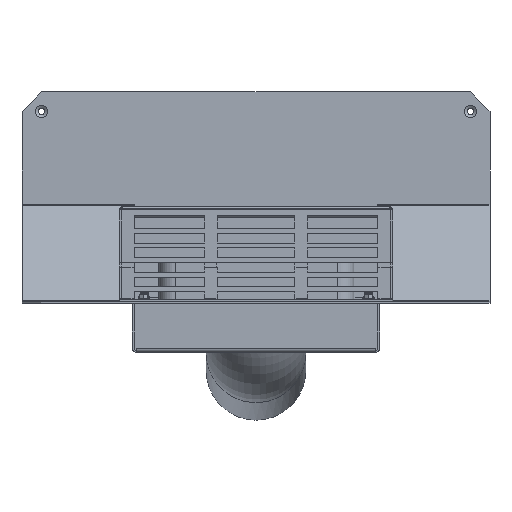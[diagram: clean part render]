
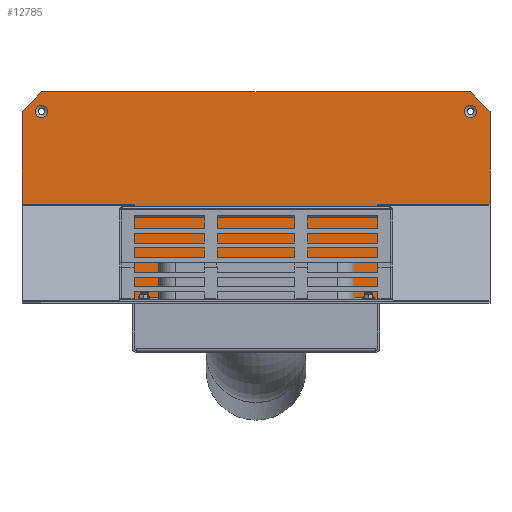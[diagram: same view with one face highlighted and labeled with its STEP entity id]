
A CAD part, front view. The second image highlights one B-rep face of the part: STEP entity #12785.
In plain terms, the highlighted planar face has unit normal (0, -1, 0).
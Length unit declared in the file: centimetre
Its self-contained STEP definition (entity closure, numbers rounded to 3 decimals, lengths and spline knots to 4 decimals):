
#410=FACE_BOUND('',#2063,.T.);
#411=FACE_BOUND('',#2064,.T.);
#546=CIRCLE('',#13592,6.2);
#550=CIRCLE('',#13598,6.2);
#555=CIRCLE('',#13618,3.);
#557=CIRCLE('',#13626,49.);
#559=CIRCLE('',#13634,3.);
#1276=FACE_OUTER_BOUND('',#2062,.T.);
#2062=EDGE_LOOP('',(#10696,#10697,#10698,#10699,#10700,#10701,#10702,#10703,
#10704,#10705,#10706,#10707,#10708,#10709,#10710,#10711,#10712,#10713,#10714,
#10715,#10716,#10717,#10718,#10719));
#2063=EDGE_LOOP('',(#10720));
#2064=EDGE_LOOP('',(#10721));
#3415=LINE('',#20454,#4823);
#3419=LINE('',#20463,#4827);
#3423=LINE('',#20470,#4831);
#3427=LINE('',#20482,#4835);
#3430=LINE('',#20488,#4838);
#3433=LINE('',#20494,#4841);
#3436=LINE('',#20500,#4844);
#3439=LINE('',#20506,#4847);
#3443=LINE('',#20518,#4851);
#3446=LINE('',#20524,#4854);
#3449=LINE('',#20530,#4857);
#3452=LINE('',#20536,#4860);
#3455=LINE('',#20542,#4863);
#3459=LINE('',#20554,#4867);
#3462=LINE('',#20560,#4870);
#3465=LINE('',#20568,#4873);
#3468=LINE('',#20572,#4876);
#3473=LINE('',#20588,#4881);
#3474=LINE('',#20590,#4882);
#3478=LINE('',#20600,#4886);
#3480=LINE('',#20603,#4888);
#4823=VECTOR('',#16312,10.);
#4827=VECTOR('',#16318,10.);
#4831=VECTOR('',#16324,10.);
#4835=VECTOR('',#16336,10.);
#4838=VECTOR('',#16341,10.);
#4841=VECTOR('',#16346,10.);
#4844=VECTOR('',#16351,10.);
#4847=VECTOR('',#16356,10.);
#4851=VECTOR('',#16368,10.);
#4854=VECTOR('',#16373,10.);
#4857=VECTOR('',#16378,10.);
#4860=VECTOR('',#16383,10.);
#4863=VECTOR('',#16388,10.);
#4867=VECTOR('',#16400,10.);
#4870=VECTOR('',#16405,10.);
#4873=VECTOR('',#16410,10.);
#4876=VECTOR('',#16415,10.);
#4881=VECTOR('',#16436,2.88);
#4882=VECTOR('',#16439,10.);
#4886=VECTOR('',#16451,2.88);
#4888=VECTOR('',#16455,10.);
#5906=VERTEX_POINT('',#20354);
#5910=VERTEX_POINT('',#20366);
#5942=VERTEX_POINT('',#20451);
#5943=VERTEX_POINT('',#20453);
#5946=VERTEX_POINT('',#20460);
#5947=VERTEX_POINT('',#20462);
#5949=VERTEX_POINT('',#20468);
#5951=VERTEX_POINT('',#20474);
#5953=VERTEX_POINT('',#20480);
#5955=VERTEX_POINT('',#20486);
#5957=VERTEX_POINT('',#20492);
#5959=VERTEX_POINT('',#20498);
#5961=VERTEX_POINT('',#20504);
#5963=VERTEX_POINT('',#20510);
#5965=VERTEX_POINT('',#20516);
#5967=VERTEX_POINT('',#20522);
#5969=VERTEX_POINT('',#20528);
#5971=VERTEX_POINT('',#20534);
#5973=VERTEX_POINT('',#20540);
#5975=VERTEX_POINT('',#20546);
#5977=VERTEX_POINT('',#20552);
#5979=VERTEX_POINT('',#20558);
#5982=VERTEX_POINT('',#20565);
#5983=VERTEX_POINT('',#20567);
#5985=VERTEX_POINT('',#20579);
#5988=VERTEX_POINT('',#20598);
#7497=EDGE_CURVE('',#5906,#5906,#546,.T.);
#7503=EDGE_CURVE('',#5910,#5910,#550,.T.);
#7545=EDGE_CURVE('',#5943,#5942,#3415,.T.);
#7549=EDGE_CURVE('',#5947,#5946,#3419,.T.);
#7553=EDGE_CURVE('',#5946,#5949,#3423,.T.);
#7556=EDGE_CURVE('',#5949,#5951,#555,.T.);
#7559=EDGE_CURVE('',#5951,#5953,#3427,.T.);
#7562=EDGE_CURVE('',#5953,#5955,#3430,.T.);
#7565=EDGE_CURVE('',#5955,#5957,#3433,.T.);
#7568=EDGE_CURVE('',#5957,#5959,#3436,.T.);
#7571=EDGE_CURVE('',#5959,#5961,#3439,.T.);
#7574=EDGE_CURVE('',#5961,#5963,#557,.T.);
#7577=EDGE_CURVE('',#5963,#5965,#3443,.T.);
#7580=EDGE_CURVE('',#5965,#5967,#3446,.T.);
#7583=EDGE_CURVE('',#5967,#5969,#3449,.T.);
#7586=EDGE_CURVE('',#5969,#5971,#3452,.T.);
#7589=EDGE_CURVE('',#5971,#5973,#3455,.T.);
#7592=EDGE_CURVE('',#5973,#5975,#559,.T.);
#7595=EDGE_CURVE('',#5975,#5977,#3459,.T.);
#7598=EDGE_CURVE('',#5977,#5979,#3462,.T.);
#7601=EDGE_CURVE('',#5983,#5982,#3465,.T.);
#7604=EDGE_CURVE('',#5982,#5943,#3468,.T.);
#7613=EDGE_CURVE('',#5983,#5985,#3473,.T.);
#7614=EDGE_CURVE('',#5979,#5985,#3474,.T.);
#7620=EDGE_CURVE('',#5942,#5988,#3478,.T.);
#7622=EDGE_CURVE('',#5988,#5947,#3480,.T.);
#10696=ORIENTED_EDGE('',*,*,#7622,.T.);
#10697=ORIENTED_EDGE('',*,*,#7549,.T.);
#10698=ORIENTED_EDGE('',*,*,#7553,.T.);
#10699=ORIENTED_EDGE('',*,*,#7556,.T.);
#10700=ORIENTED_EDGE('',*,*,#7559,.T.);
#10701=ORIENTED_EDGE('',*,*,#7562,.T.);
#10702=ORIENTED_EDGE('',*,*,#7565,.T.);
#10703=ORIENTED_EDGE('',*,*,#7568,.T.);
#10704=ORIENTED_EDGE('',*,*,#7571,.T.);
#10705=ORIENTED_EDGE('',*,*,#7574,.T.);
#10706=ORIENTED_EDGE('',*,*,#7577,.T.);
#10707=ORIENTED_EDGE('',*,*,#7580,.T.);
#10708=ORIENTED_EDGE('',*,*,#7583,.T.);
#10709=ORIENTED_EDGE('',*,*,#7586,.T.);
#10710=ORIENTED_EDGE('',*,*,#7589,.T.);
#10711=ORIENTED_EDGE('',*,*,#7592,.T.);
#10712=ORIENTED_EDGE('',*,*,#7595,.T.);
#10713=ORIENTED_EDGE('',*,*,#7598,.T.);
#10714=ORIENTED_EDGE('',*,*,#7614,.T.);
#10715=ORIENTED_EDGE('',*,*,#7613,.F.);
#10716=ORIENTED_EDGE('',*,*,#7601,.T.);
#10717=ORIENTED_EDGE('',*,*,#7604,.T.);
#10718=ORIENTED_EDGE('',*,*,#7545,.T.);
#10719=ORIENTED_EDGE('',*,*,#7620,.T.);
#10720=ORIENTED_EDGE('',*,*,#7497,.T.);
#10721=ORIENTED_EDGE('',*,*,#7503,.T.);
#12189=PLANE('',#13652);
#12785=ADVANCED_FACE('',(#1276,#410,#411),#12189,.T.);
#13592=AXIS2_PLACEMENT_3D('',#20355,#16228,#16229);
#13598=AXIS2_PLACEMENT_3D('',#20367,#16242,#16243);
#13618=AXIS2_PLACEMENT_3D('',#20476,#16330,#16331);
#13626=AXIS2_PLACEMENT_3D('',#20512,#16362,#16363);
#13634=AXIS2_PLACEMENT_3D('',#20548,#16394,#16395);
#13652=AXIS2_PLACEMENT_3D('',#20602,#16453,#16454);
#16228=DIRECTION('center_axis',(0.,1.,0.));
#16229=DIRECTION('ref_axis',(0.,0.,
1.));
#16242=DIRECTION('center_axis',(0.,1.,0.));
#16243=DIRECTION('ref_axis',(0.,0.,
1.));
#16312=DIRECTION('',(-0.707,0.,-0.707));
#16318=DIRECTION('',(1.,0.,0.));
#16324=DIRECTION('',(0.,0.,-1.));
#16330=DIRECTION('center_axis',(0.,-1.,0.));
#16331=DIRECTION('ref_axis',(-1.,0.,0.));
#16336=DIRECTION('',(1.,0.,0.));
#16341=DIRECTION('',(0.,0.,1.));
#16346=DIRECTION('',(1.,0.,0.));
#16351=DIRECTION('',(0.,0.,-1.));
#16356=DIRECTION('',(1.,0.,0.));
#16362=DIRECTION('center_axis',(0.,1.,0.));
#16363=DIRECTION('ref_axis',(-1.,0.,0.));
#16368=DIRECTION('',(1.,0.,0.));
#16373=DIRECTION('',(0.,0.,1.));
#16378=DIRECTION('',(1.,0.,0.));
#16383=DIRECTION('',(0.,0.,-1.));
#16388=DIRECTION('',(1.,0.,0.));
#16394=DIRECTION('center_axis',(0.,-1.,0.));
#16395=DIRECTION('ref_axis',(0.,0.,
-1.));
#16400=DIRECTION('',(0.,0.,1.));
#16405=DIRECTION('',(1.,0.,0.));
#16410=DIRECTION('',(-0.707,0.,0.707));
#16415=DIRECTION('',(-1.,0.,0.));
#16436=DIRECTION('',(0.,0.,-1.));
#16439=DIRECTION('',(1.,0.,0.));
#16451=DIRECTION('',(0.,0.,-1.));
#16453=DIRECTION('center_axis',(0.,-1.,0.));
#16454=DIRECTION('ref_axis',(1.,0.,0.));
#16455=DIRECTION('',(1.,0.,0.));
#20354=CARTESIAN_POINT('',(-220.,214.,186.8));
#20355=CARTESIAN_POINT('Origin',(-220.,214.,193.));
#20366=CARTESIAN_POINT('',(220.,214.,186.8));
#20367=CARTESIAN_POINT('Origin',(220.,214.,193.));
#20451=CARTESIAN_POINT('',(-240.,214.,193.));
#20453=CARTESIAN_POINT('',(-220.,214.,213.));
#20454=CARTESIAN_POINT('',(-220.,214.,213.));
#20460=CARTESIAN_POINT('',(-125.,214.,97.6569));
#20462=CARTESIAN_POINT('',(-125.5,214.,97.6569));
#20463=CARTESIAN_POINT('',(-125.5,214.,97.6569));
#20468=CARTESIAN_POINT('',(-125.,214.,-51.));
#20470=CARTESIAN_POINT('',(-125.,214.,97.6569));
#20474=CARTESIAN_POINT('',(-122.,214.,-54.));
#20476=CARTESIAN_POINT('Origin',(-122.,214.,-51.));
#20480=CARTESIAN_POINT('',(-52.,214.,-54.));
#20482=CARTESIAN_POINT('',(-122.,214.,-54.));
#20486=CARTESIAN_POINT('',(-52.,214.,-52.));
#20488=CARTESIAN_POINT('',(-52.,214.,-54.));
#20492=CARTESIAN_POINT('',(-50.,214.,-52.));
#20494=CARTESIAN_POINT('',(-52.,214.,-52.));
#20498=CARTESIAN_POINT('',(-50.,214.,-54.));
#20500=CARTESIAN_POINT('',(-50.,214.,-52.));
#20504=CARTESIAN_POINT('',(-49.,214.,-54.));
#20506=CARTESIAN_POINT('',(-50.,214.,-54.));
#20510=CARTESIAN_POINT('',(49.,214.,-54.));
#20512=CARTESIAN_POINT('Origin',(0.,214.,-54.));
#20516=CARTESIAN_POINT('',(50.,214.,-54.));
#20518=CARTESIAN_POINT('',(49.,214.,-54.));
#20522=CARTESIAN_POINT('',(50.,214.,-52.));
#20524=CARTESIAN_POINT('',(50.,214.,-54.));
#20528=CARTESIAN_POINT('',(52.,214.,-52.));
#20530=CARTESIAN_POINT('',(50.,214.,-52.));
#20534=CARTESIAN_POINT('',(52.,214.,-54.));
#20536=CARTESIAN_POINT('',(52.,214.,-52.));
#20540=CARTESIAN_POINT('',(122.,214.,-54.));
#20542=CARTESIAN_POINT('',(52.,214.,-54.));
#20546=CARTESIAN_POINT('',(125.,214.,-51.));
#20548=CARTESIAN_POINT('Origin',(122.,214.,-51.));
#20552=CARTESIAN_POINT('',(125.,214.,97.6569));
#20554=CARTESIAN_POINT('',(125.,214.,-51.));
#20558=CARTESIAN_POINT('',(125.5,214.,97.6569));
#20560=CARTESIAN_POINT('',(125.,214.,97.6569));
#20565=CARTESIAN_POINT('',(220.,214.,213.));
#20567=CARTESIAN_POINT('',(240.,214.,193.));
#20568=CARTESIAN_POINT('',(240.,214.,193.));
#20572=CARTESIAN_POINT('',(0.,214.,213.));
#20579=CARTESIAN_POINT('',(240.,214.,97.6569));
#20588=CARTESIAN_POINT('',(240.,214.,88.6091));
#20590=CARTESIAN_POINT('',(182.75,214.,97.6569));
#20598=CARTESIAN_POINT('',(-240.,214.,97.6569));
#20600=CARTESIAN_POINT('',(-240.,214.,88.6091));
#20602=CARTESIAN_POINT('Origin',(-182.75,214.,105.6975));
#20603=CARTESIAN_POINT('',(-182.75,214.,97.6569));
